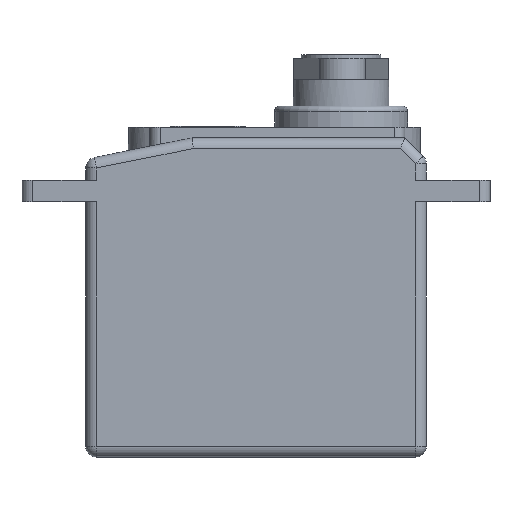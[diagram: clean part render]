
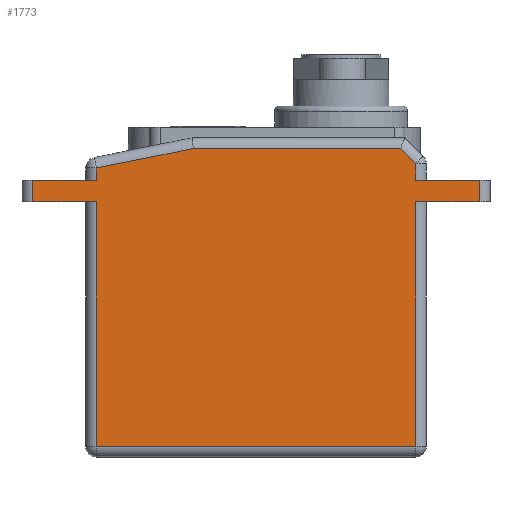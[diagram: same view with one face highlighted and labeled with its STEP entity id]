
A CAD part, front view. The second image highlights one B-rep face of the part: STEP entity #1773.
In plain terms, the highlighted planar face has unit normal (0, -1, 0).
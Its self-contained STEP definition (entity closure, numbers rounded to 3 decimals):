
#73=LINE('',#2748,#215);
#75=LINE('',#2758,#217);
#77=LINE('',#2762,#219);
#78=LINE('',#2764,#220);
#79=LINE('',#2766,#221);
#80=LINE('',#2768,#222);
#81=LINE('',#2770,#223);
#82=LINE('',#2772,#224);
#83=LINE('',#2774,#225);
#84=LINE('',#2776,#226);
#85=LINE('',#2778,#227);
#86=LINE('',#2780,#228);
#87=LINE('',#2782,#229);
#88=LINE('',#2783,#230);
#215=VECTOR('',#2174,6.);
#217=VECTOR('',#2184,2.);
#219=VECTOR('',#2188,6.);
#220=VECTOR('',#2189,23.);
#221=VECTOR('',#2190,30.);
#222=VECTOR('',#2191,23.);
#223=VECTOR('',#2192,6.);
#224=VECTOR('',#2193,2.);
#225=VECTOR('',#2194,6.);
#226=VECTOR('',#2195,1.586);
#227=VECTOR('',#2196,2.);
#228=VECTOR('',#2197,19.487);
#229=VECTOR('',#2198,9.279);
#230=VECTOR('',#2199,1.18);
#331=PLANE('',#1901);
#470=FACE_OUTER_BOUND('',#570,.T.);
#570=EDGE_LOOP('',(#1263,#1264,#1265,#1266,#1267,#1268,#1269,#1270,#1271,
#1272,#1273,#1274,#1275,#1276));
#820=VERTEX_POINT('',#2745);
#821=VERTEX_POINT('',#2747);
#825=VERTEX_POINT('',#2756);
#826=VERTEX_POINT('',#2761);
#827=VERTEX_POINT('',#2763);
#828=VERTEX_POINT('',#2765);
#829=VERTEX_POINT('',#2767);
#830=VERTEX_POINT('',#2769);
#831=VERTEX_POINT('',#2771);
#832=VERTEX_POINT('',#2773);
#833=VERTEX_POINT('',#2775);
#834=VERTEX_POINT('',#2777);
#835=VERTEX_POINT('',#2779);
#836=VERTEX_POINT('',#2781);
#990=EDGE_CURVE('',#820,#821,#73,.T.);
#995=EDGE_CURVE('',#825,#820,#75,.T.);
#997=EDGE_CURVE('',#826,#825,#77,.T.);
#998=EDGE_CURVE('',#827,#826,#78,.T.);
#999=EDGE_CURVE('',#828,#827,#79,.T.);
#1000=EDGE_CURVE('',#829,#828,#80,.T.);
#1001=EDGE_CURVE('',#829,#830,#81,.T.);
#1002=EDGE_CURVE('',#831,#830,#82,.T.);
#1003=EDGE_CURVE('',#832,#831,#83,.T.);
#1004=EDGE_CURVE('',#833,#832,#84,.T.);
#1005=EDGE_CURVE('',#834,#833,#85,.T.);
#1006=EDGE_CURVE('',#835,#834,#86,.T.);
#1007=EDGE_CURVE('',#836,#835,#87,.T.);
#1008=EDGE_CURVE('',#821,#836,#88,.T.);
#1263=ORIENTED_EDGE('',*,*,#995,.F.);
#1264=ORIENTED_EDGE('',*,*,#997,.F.);
#1265=ORIENTED_EDGE('',*,*,#998,.F.);
#1266=ORIENTED_EDGE('',*,*,#999,.F.);
#1267=ORIENTED_EDGE('',*,*,#1000,.F.);
#1268=ORIENTED_EDGE('',*,*,#1001,.T.);
#1269=ORIENTED_EDGE('',*,*,#1002,.F.);
#1270=ORIENTED_EDGE('',*,*,#1003,.F.);
#1271=ORIENTED_EDGE('',*,*,#1004,.F.);
#1272=ORIENTED_EDGE('',*,*,#1005,.F.);
#1273=ORIENTED_EDGE('',*,*,#1006,.F.);
#1274=ORIENTED_EDGE('',*,*,#1007,.F.);
#1275=ORIENTED_EDGE('',*,*,#1008,.F.);
#1276=ORIENTED_EDGE('',*,*,#990,.F.);
#1773=ADVANCED_FACE('',(#470),#331,.T.);
#1901=AXIS2_PLACEMENT_3D('',#2760,#2186,#2187);
#2174=DIRECTION('',(1.,0.,0.));
#2184=DIRECTION('',(0.,0.,1.));
#2186=DIRECTION('center_axis',(0.,-1.,0.));
#2187=DIRECTION('ref_axis',(0.,0.,-1.));
#2188=DIRECTION('',(-1.,0.,0.));
#2189=DIRECTION('',(0.,0.,1.));
#2190=DIRECTION('',(-1.,0.,0.));
#2191=DIRECTION('',(0.,0.,-1.));
#2192=DIRECTION('',(1.,0.,0.));
#2193=DIRECTION('',(0.,0.,-1.));
#2194=DIRECTION('',(1.,0.,0.));
#2195=DIRECTION('',(0.,0.,-1.));
#2196=DIRECTION('',(0.707,0.,-0.707));
#2197=DIRECTION('',(1.,0.,0.));
#2198=DIRECTION('',(0.981,0.,0.196));
#2199=DIRECTION('',(0.,0.,1.));
#2745=CARTESIAN_POINT('',(-21.,-8.5,26.));
#2747=CARTESIAN_POINT('',(-15.,-8.5,26.));
#2748=CARTESIAN_POINT('',(0.,-8.5,26.));
#2756=CARTESIAN_POINT('',(-21.,-8.5,24.));
#2758=CARTESIAN_POINT('',(-21.,-8.5,12.5));
#2760=CARTESIAN_POINT('Origin',(16.,-8.5,0.));
#2761=CARTESIAN_POINT('',(-15.,-8.5,24.));
#2762=CARTESIAN_POINT('',(0.,-8.5,24.));
#2763=CARTESIAN_POINT('',(-15.,-8.5,1.));
#2764=CARTESIAN_POINT('',(-15.,-8.5,0.));
#2765=CARTESIAN_POINT('',(15.,-8.5,1.));
#2766=CARTESIAN_POINT('',(8.,-8.5,1.));
#2767=CARTESIAN_POINT('',(15.,-8.5,24.));
#2768=CARTESIAN_POINT('',(15.,-8.5,0.));
#2769=CARTESIAN_POINT('',(21.,-8.5,24.));
#2770=CARTESIAN_POINT('',(16.,-8.5,24.));
#2771=CARTESIAN_POINT('',(21.,-8.5,26.));
#2772=CARTESIAN_POINT('',(21.,-8.5,12.5));
#2773=CARTESIAN_POINT('',(15.,-8.5,26.));
#2774=CARTESIAN_POINT('',(16.,-8.5,26.));
#2775=CARTESIAN_POINT('',(15.,-8.5,27.586));
#2776=CARTESIAN_POINT('',(15.,-8.5,0.));
#2777=CARTESIAN_POINT('',(13.586,-8.5,29.));
#2778=CARTESIAN_POINT('',(21.793,-8.5,20.793));
#2779=CARTESIAN_POINT('',(-5.901,-8.5,29.));
#2780=CARTESIAN_POINT('',(8.,-8.5,29.));
#2781=CARTESIAN_POINT('',(-15.,-8.5,27.18));
#2782=CARTESIAN_POINT('',(-0.612,-8.5,30.058));
#2783=CARTESIAN_POINT('',(-15.,-8.5,0.));
